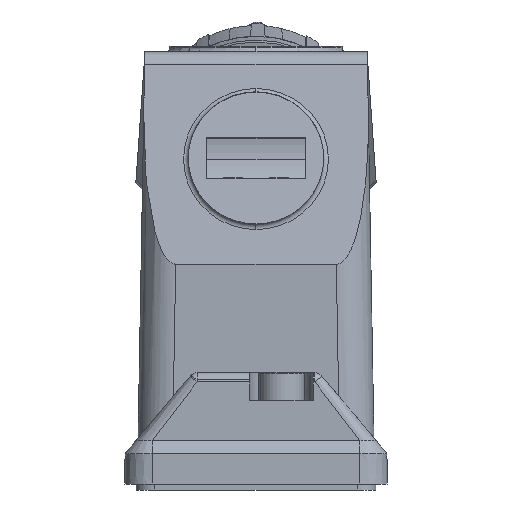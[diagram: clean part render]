
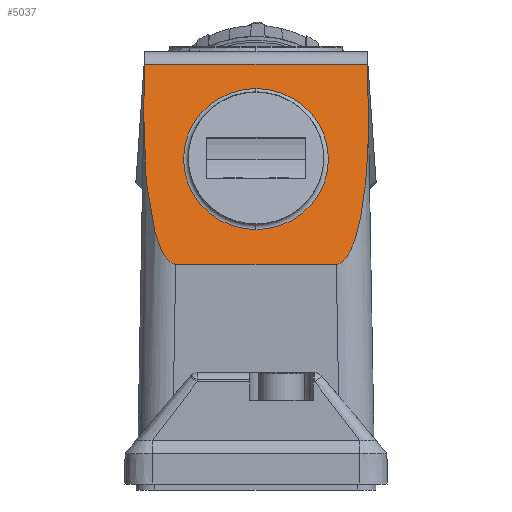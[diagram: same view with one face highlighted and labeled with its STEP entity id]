
A CAD part, front view. The second image highlights one B-rep face of the part: STEP entity #5037.
In plain terms, the highlighted planar face has unit normal (0, -0.974, 0.225).
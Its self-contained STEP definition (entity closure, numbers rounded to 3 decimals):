
#4953=AXIS2_PLACEMENT_3D('Plane Axis2P3D',#4950,#4951,#4952) ;
#5013=AXIS2_PLACEMENT_3D('Circle Axis2P3D',#5011,#5012,$) ;
#5022=AXIS2_PLACEMENT_3D('Circle Axis2P3D',#5020,#5021,$) ;
#5029=AXIS2_PLACEMENT_3D('Circle Axis2P3D',#5027,#5028,$) ;
#4077=CARTESIAN_POINT('Line Origine',(52.752,26.051,86.871)) ;
#4081=CARTESIAN_POINT('Vertex',(52.657,27.301,92.287)) ;
#4083=CARTESIAN_POINT('Vertex',(52.846,24.8,81.454)) ;
#4619=CARTESIAN_POINT('Vertex',(4.154,24.8,81.454)) ;
#4622=CARTESIAN_POINT('Line Origine',(4.248,26.051,86.871)) ;
#4626=CARTESIAN_POINT('Vertex',(4.343,27.301,92.287)) ;
#4950=CARTESIAN_POINT('Axis2P3D Location',(7.163,22.561,71.755)) ;
#4955=CARTESIAN_POINT('Line Origine',(28.5,27.301,92.287)) ;
#4961=CARTESIAN_POINT('Control Point',(4.154,24.8,81.454)) ;
#4962=CARTESIAN_POINT('Control Point',(4.096,24.034,78.137)) ;
#4963=CARTESIAN_POINT('Control Point',(4.136,23.268,74.818)) ;
#4964=CARTESIAN_POINT('Control Point',(4.274,22.511,71.54)) ;
#4965=CARTESIAN_POINT('Control Point',(4.753,21.043,65.18)) ;
#4966=CARTESIAN_POINT('Control Point',(5.669,19.706,59.388)) ;
#4967=CARTESIAN_POINT('Control Point',(6.242,19.085,56.701)) ;
#4968=CARTESIAN_POINT('Control Point',(7.364,18.211,52.916)) ;
#4969=CARTESIAN_POINT('Control Point',(8.787,17.632,50.406)) ;
#4970=CARTESIAN_POINT('Control Point',(9.364,17.464,49.679)) ;
#4971=CARTESIAN_POINT('Control Point',(10.067,17.341,49.147)) ;
#4972=CARTESIAN_POINT('Control Point',(10.788,17.305,48.99)) ;
#4973=CARTESIAN_POINT('Control Point',(10.888,17.302,48.975)) ;
#4974=CARTESIAN_POINT('Control Point',(10.988,17.3,48.968)) ;
#4975=CARTESIAN_POINT('Control Point',(11.088,17.3,48.968)) ;
#4976=CARTESIAN_POINT('Vertex',(11.088,17.3,48.968)) ;
#4979=CARTESIAN_POINT('Line Origine',(28.5,17.3,48.968)) ;
#4983=CARTESIAN_POINT('Vertex',(45.912,17.3,48.968)) ;
#4987=CARTESIAN_POINT('Control Point',(45.912,17.3,48.968)) ;
#4988=CARTESIAN_POINT('Control Point',(46.491,17.3,48.968)) ;
#4989=CARTESIAN_POINT('Control Point',(47.065,17.356,49.21)) ;
#4990=CARTESIAN_POINT('Control Point',(47.621,17.467,49.693)) ;
#4991=CARTESIAN_POINT('Control Point',(48.875,17.849,51.346)) ;
#4992=CARTESIAN_POINT('Control Point',(49.937,18.466,54.017)) ;
#4993=CARTESIAN_POINT('Control Point',(50.478,18.884,55.828)) ;
#4994=CARTESIAN_POINT('Control Point',(51.614,20.001,60.669)) ;
#4995=CARTESIAN_POINT('Control Point',(52.337,21.308,66.33)) ;
#4996=CARTESIAN_POINT('Control Point',(52.63,22.114,69.818)) ;
#4997=CARTESIAN_POINT('Control Point',(52.843,23.142,74.274)) ;
#4998=CARTESIAN_POINT('Control Point',(52.872,24.184,78.788)) ;
#4999=CARTESIAN_POINT('Control Point',(52.87,24.39,79.676)) ;
#5000=CARTESIAN_POINT('Control Point',(52.862,24.595,80.565)) ;
#5001=CARTESIAN_POINT('Control Point',(52.846,24.8,81.454)) ;
#5011=CARTESIAN_POINT('Axis2P3D Location',(28.5,22.561,71.755)) ;
#5015=CARTESIAN_POINT('Vertex',(28.5,19.031,56.465)) ;
#5017=CARTESIAN_POINT('Vertex',(44.192,22.561,71.755)) ;
#5020=CARTESIAN_POINT('Axis2P3D Location',(28.5,22.561,71.755)) ;
#5024=CARTESIAN_POINT('Vertex',(28.5,26.091,87.045)) ;
#5027=CARTESIAN_POINT('Axis2P3D Location',(28.5,22.561,71.755)) ;
#4078=DIRECTION('Vector Direction',(0.017,-0.225,-0.974)) ;
#4623=DIRECTION('Vector Direction',(-0.017,-0.225,-0.974)) ;
#4951=DIRECTION('Axis2P3D Direction',(0.,-0.974,0.225)) ;
#4952=DIRECTION('Axis2P3D XDirection',(1.,0.,0.)) ;
#4956=DIRECTION('Vector Direction',(-1.,0.,0.)) ;
#4980=DIRECTION('Vector Direction',(-1.,0.,0.)) ;
#5012=DIRECTION('Axis2P3D Direction',(0.,-0.974,0.225)) ;
#5021=DIRECTION('Axis2P3D Direction',(0.,-0.974,0.225)) ;
#5028=DIRECTION('Axis2P3D Direction',(0.,-0.974,0.225)) ;
#4079=VECTOR('Line Direction',#4078,1.) ;
#4624=VECTOR('Line Direction',#4623,1.) ;
#4957=VECTOR('Line Direction',#4956,1.) ;
#4981=VECTOR('Line Direction',#4980,1.) ;
#5004=ORIENTED_EDGE('',*,*,#4959,.T.) ;
#5005=ORIENTED_EDGE('',*,*,#4628,.T.) ;
#5006=ORIENTED_EDGE('',*,*,#4978,.T.) ;
#5007=ORIENTED_EDGE('',*,*,#4985,.F.) ;
#5008=ORIENTED_EDGE('',*,*,#5002,.T.) ;
#5009=ORIENTED_EDGE('',*,*,#4085,.F.) ;
#5033=ORIENTED_EDGE('',*,*,#5019,.F.) ;
#5034=ORIENTED_EDGE('',*,*,#5026,.F.) ;
#5035=ORIENTED_EDGE('',*,*,#5031,.F.) ;
#5036=FACE_BOUND('',#5032,.T.) ;
#5037=ADVANCED_FACE('MANIFOLD_SOLID_BREP #200390',(#5010,#5036),#4954,.T.) ;
#4960=B_SPLINE_CURVE_WITH_KNOTS('',5,(#4961,#4962,#4963,#4964,#4965,#4966,#4967,#4968,#4969,#4970,#4971,#4972,#4973,#4974,#4975),.UNSPECIFIED.,.F.,.U.,(6,3,3,3,6),(0.,24.382,48.388,62.958,65.291),.UNSPECIFIED.) ;
#4986=B_SPLINE_CURVE_WITH_KNOTS('',5,(#4987,#4988,#4989,#4990,#4991,#4992,#4993,#4994,#4995,#4996,#4997,#4998,#4999,#5000,#5001),.UNSPECIFIED.,.F.,.U.,(6,3,3,3,6),(0.,13.489,32.061,58.775,65.308),.UNSPECIFIED.) ;
#5014=CIRCLE('generated circle',#5013,15.692) ;
#5023=CIRCLE('generated circle',#5022,15.692) ;
#5030=CIRCLE('generated circle',#5029,15.692) ;
#4085=EDGE_CURVE('',#4082,#4084,#4080,.T.) ;
#4628=EDGE_CURVE('',#4627,#4620,#4625,.T.) ;
#4959=EDGE_CURVE('',#4082,#4627,#4958,.T.) ;
#4978=EDGE_CURVE('',#4620,#4977,#4960,.T.) ;
#4985=EDGE_CURVE('',#4984,#4977,#4982,.T.) ;
#5002=EDGE_CURVE('',#4984,#4084,#4986,.T.) ;
#5019=EDGE_CURVE('',#5016,#5018,#5014,.T.) ;
#5026=EDGE_CURVE('',#5025,#5016,#5023,.T.) ;
#5031=EDGE_CURVE('',#5018,#5025,#5030,.T.) ;
#5003=EDGE_LOOP('',(#5004,#5005,#5006,#5007,#5008,#5009)) ;
#5032=EDGE_LOOP('',(#5033,#5034,#5035)) ;
#5010=FACE_OUTER_BOUND('',#5003,.T.) ;
#4080=LINE('Line',#4077,#4079) ;
#4625=LINE('Line',#4622,#4624) ;
#4958=LINE('Line',#4955,#4957) ;
#4982=LINE('Line',#4979,#4981) ;
#4954=PLANE('',#4953) ;
#4082=VERTEX_POINT('',#4081) ;
#4084=VERTEX_POINT('',#4083) ;
#4620=VERTEX_POINT('',#4619) ;
#4627=VERTEX_POINT('',#4626) ;
#4977=VERTEX_POINT('',#4976) ;
#4984=VERTEX_POINT('',#4983) ;
#5016=VERTEX_POINT('',#5015) ;
#5018=VERTEX_POINT('',#5017) ;
#5025=VERTEX_POINT('',#5024) ;
